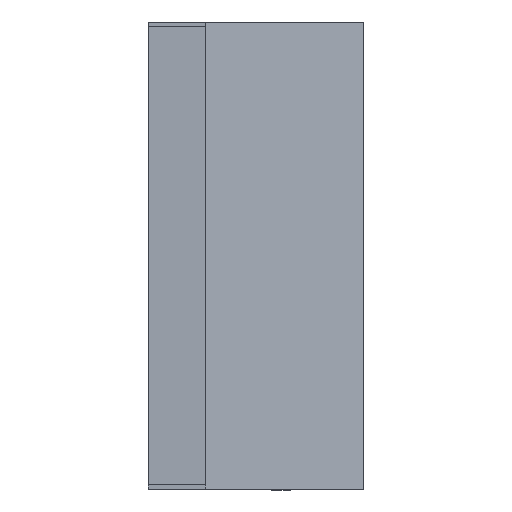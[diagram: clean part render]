
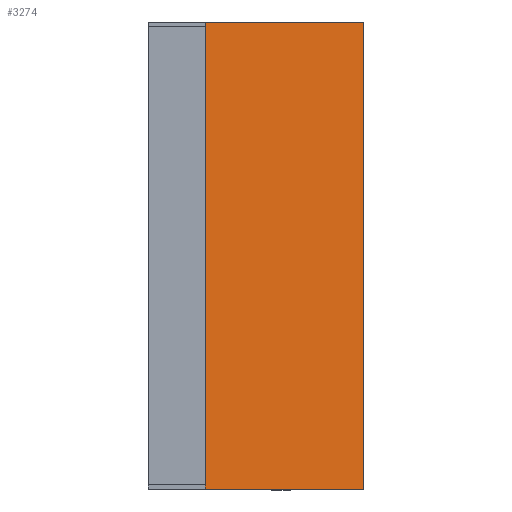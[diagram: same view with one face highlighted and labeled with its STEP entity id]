
A CAD part, top view. The second image highlights one B-rep face of the part: STEP entity #3274.
In plain terms, the highlighted planar face has unit normal (0.122, 0, 0.993).
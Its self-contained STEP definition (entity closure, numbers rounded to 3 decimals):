
#459=FACE_OUTER_BOUND('',#650,.T.);
#650=EDGE_LOOP('',(#2944,#2945,#2946,#2947,#2948,#2949));
#907=LINE('',#5947,#1222);
#957=LINE('',#6048,#1272);
#958=LINE('',#6050,#1273);
#959=LINE('',#6052,#1274);
#960=LINE('',#6054,#1275);
#961=LINE('',#6055,#1276);
#1222=VECTOR('',#3791,10.);
#1272=VECTOR('',#3893,10.);
#1273=VECTOR('',#3894,10.);
#1274=VECTOR('',#3895,10.);
#1275=VECTOR('',#3896,10.);
#1276=VECTOR('',#3897,10.);
#1562=VERTEX_POINT('',#5944);
#1563=VERTEX_POINT('',#5946);
#1588=VERTEX_POINT('',#6047);
#1589=VERTEX_POINT('',#6049);
#1590=VERTEX_POINT('',#6051);
#1591=VERTEX_POINT('',#6053);
#1997=EDGE_CURVE('',#1562,#1563,#907,.T.);
#2047=EDGE_CURVE('',#1588,#1562,#957,.T.);
#2048=EDGE_CURVE('',#1589,#1588,#958,.T.);
#2049=EDGE_CURVE('',#1590,#1589,#959,.T.);
#2050=EDGE_CURVE('',#1591,#1590,#960,.T.);
#2051=EDGE_CURVE('',#1563,#1591,#961,.T.);
#2944=ORIENTED_EDGE('',*,*,#2047,.F.);
#2945=ORIENTED_EDGE('',*,*,#2048,.F.);
#2946=ORIENTED_EDGE('',*,*,#2049,.F.);
#2947=ORIENTED_EDGE('',*,*,#2050,.F.);
#2948=ORIENTED_EDGE('',*,*,#2051,.F.);
#2949=ORIENTED_EDGE('',*,*,#1997,.F.);
#3098=PLANE('',#3398);
#3274=ADVANCED_FACE('',(#459),#3098,.F.);
#3398=AXIS2_PLACEMENT_3D('',#6046,#3891,#3892);
#3791=DIRECTION('',(0.,-1.,0.));
#3891=DIRECTION('center_axis',(-0.122,0.,
-0.993));
#3892=DIRECTION('ref_axis',(-0.993,0.,0.122));
#3893=DIRECTION('',(0.993,0.,-0.122));
#3894=DIRECTION('',(0.,1.,0.));
#3895=DIRECTION('',(0.,1.,0.));
#3896=DIRECTION('',(0.,1.,0.));
#3897=DIRECTION('',(-0.993,0.,0.122));
#5944=CARTESIAN_POINT('',(4.7,5.1,8.376));
#5946=CARTESIAN_POINT('',(4.7,-5.1,8.376));
#5947=CARTESIAN_POINT('',(4.7,-2.55,8.376));
#6046=CARTESIAN_POINT('Origin',(4.7,-5.1,8.376));
#6047=CARTESIAN_POINT('',(1.25,5.1,8.8));
#6048=CARTESIAN_POINT('',(2.892,5.1,8.598));
#6049=CARTESIAN_POINT('',(1.25,5.,8.8));
#6050=CARTESIAN_POINT('',(1.25,0.,8.8));
#6051=CARTESIAN_POINT('',(1.25,-5.,8.8));
#6052=CARTESIAN_POINT('',(1.25,2.55,8.8));
#6053=CARTESIAN_POINT('',(1.25,-5.1,8.8));
#6054=CARTESIAN_POINT('',(1.25,0.,8.8));
#6055=CARTESIAN_POINT('',(2.359,-5.1,8.664));
